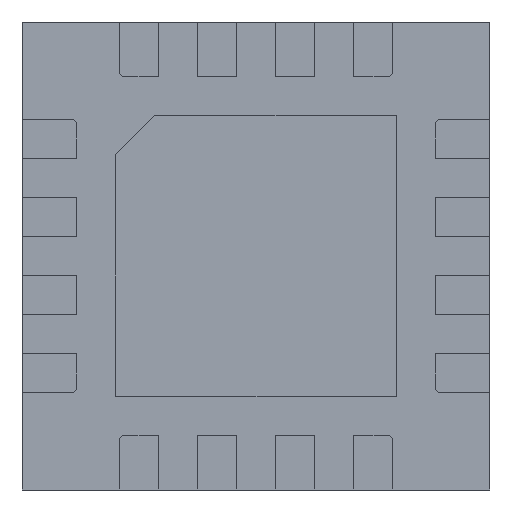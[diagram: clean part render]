
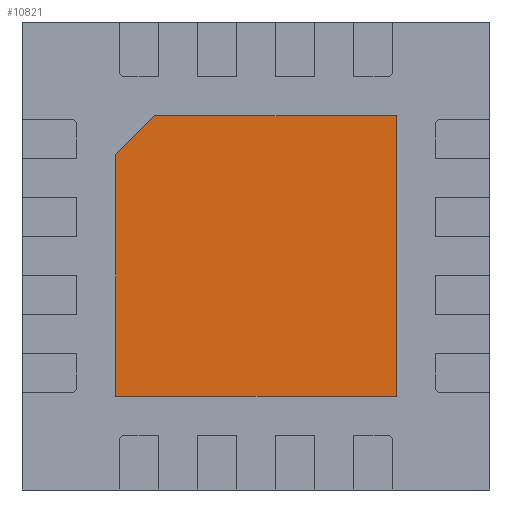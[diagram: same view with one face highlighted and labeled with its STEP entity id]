
A CAD part, front view. The second image highlights one B-rep face of the part: STEP entity #10821.
In plain terms, the highlighted planar face has unit normal (0, -1, 0).
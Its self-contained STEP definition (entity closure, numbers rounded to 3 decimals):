
#216 = LINE ( 'NONE', #486, #5530 ) ;
#242 = DIRECTION ( 'NONE',  ( 0., 0., 1. ) ) ;
#486 = CARTESIAN_POINT ( 'NONE',  ( 0.9, -0.05, 0.9 ) ) ;
#769 = CARTESIAN_POINT ( 'NONE',  ( -0.65, -0.05, 0.9 ) ) ;
#865 = ORIENTED_EDGE ( 'NONE', *, *, #1967, .T. ) ;
#991 = ORIENTED_EDGE ( 'NONE', *, *, #3419, .T. ) ;
#1679 = ORIENTED_EDGE ( 'NONE', *, *, #12885, .T. ) ;
#1722 = VERTEX_POINT ( 'NONE', #7496 ) ;
#1967 = EDGE_CURVE ( 'NONE', #1722, #3301, #11997, .T. ) ;
#2065 = VECTOR ( 'NONE', #242, 1000. ) ;
#2965 = DIRECTION ( 'NONE',  ( 0., 0., -1. ) ) ;
#3301 = VERTEX_POINT ( 'NONE', #6211 ) ;
#3419 = EDGE_CURVE ( 'NONE', #13365, #6662, #14584, .T. ) ;
#3557 = VECTOR ( 'NONE', #3970, 1000. ) ;
#3612 = CARTESIAN_POINT ( 'NONE',  ( -0.65, -0.05, 0.9 ) ) ;
#3970 = DIRECTION ( 'NONE',  ( 1., 0., 0. ) ) ;
#4016 = AXIS2_PLACEMENT_3D ( 'NONE', #13409, #13458, #14564 ) ;
#4178 = VECTOR ( 'NONE', #2965, 1000. ) ;
#4635 = PLANE ( 'NONE',  #4016 ) ;
#5336 = CARTESIAN_POINT ( 'NONE',  ( -0.9, -0.05, 0.65 ) ) ;
#5383 = DIRECTION ( 'NONE',  ( -1., 0., 0. ) ) ;
#5425 = CARTESIAN_POINT ( 'NONE',  ( 0.9, -0.05, 0.9 ) ) ;
#5530 = VECTOR ( 'NONE', #5383, 1000. ) ;
#5833 = VECTOR ( 'NONE', #13438, 1000. ) ;
#6211 = CARTESIAN_POINT ( 'NONE',  ( -0.9, -0.05, -0.9 ) ) ;
#6662 = VERTEX_POINT ( 'NONE', #5425 ) ;
#6923 = EDGE_CURVE ( 'NONE', #3301, #13365, #12945, .T. ) ;
#6985 = VERTEX_POINT ( 'NONE', #769 ) ;
#7496 = CARTESIAN_POINT ( 'NONE',  ( -0.9, -0.05, 0.65 ) ) ;
#7533 = EDGE_CURVE ( 'NONE', #6662, #6985, #216, .T. ) ;
#8950 = CARTESIAN_POINT ( 'NONE',  ( 0.9, -0.05, -0.9 ) ) ;
#10821 = ADVANCED_FACE ( 'NONE', ( #14790 ), #4635, .T. ) ;
#11096 = LINE ( 'NONE', #3612, #5833 ) ;
#11997 = LINE ( 'NONE', #5336, #4178 ) ;
#12138 = ORIENTED_EDGE ( 'NONE', *, *, #6923, .T. ) ;
#12339 = ORIENTED_EDGE ( 'NONE', *, *, #7533, .T. ) ;
#12885 = EDGE_CURVE ( 'NONE', #6985, #1722, #11096, .T. ) ;
#12945 = LINE ( 'NONE', #13787, #3557 ) ;
#13365 = VERTEX_POINT ( 'NONE', #14625 ) ;
#13409 = CARTESIAN_POINT ( 'NONE',  ( 0., -0.05, 0. ) ) ;
#13438 = DIRECTION ( 'NONE',  ( -0.707, 0., -0.707 ) ) ;
#13458 = DIRECTION ( 'NONE',  ( 0., -1., 0. ) ) ;
#13787 = CARTESIAN_POINT ( 'NONE',  ( -0.9, -0.05, -0.9 ) ) ;
#13865 = EDGE_LOOP ( 'NONE', ( #865, #12138, #991, #12339, #1679 ) ) ;
#14564 = DIRECTION ( 'NONE',  ( 0., 0., -1. ) ) ;
#14584 = LINE ( 'NONE', #8950, #2065 ) ;
#14625 = CARTESIAN_POINT ( 'NONE',  ( 0.9, -0.05, -0.9 ) ) ;
#14790 = FACE_OUTER_BOUND ( 'NONE', #13865, .T. ) ;
